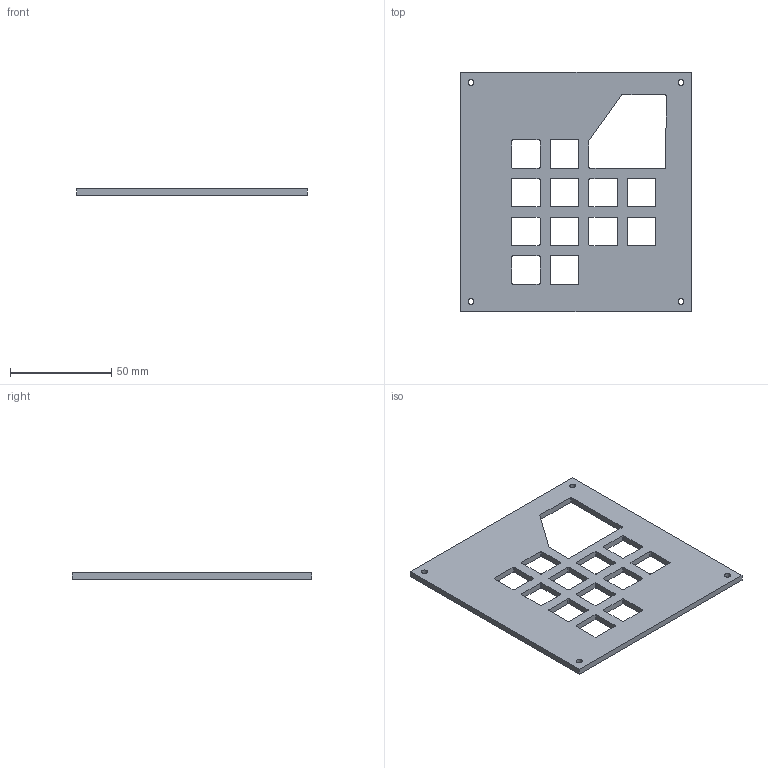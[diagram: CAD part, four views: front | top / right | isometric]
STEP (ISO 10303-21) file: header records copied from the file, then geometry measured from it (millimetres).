
FILE_DESCRIPTION(/* description */ (''),/* implementation_level */ '2;1');
FILE_NAME(/* name */ 'top.step',/* time_stamp */ '2024-11-24T15:48:04+01:00',/* author */ (''),/* organization */ (''),/* preprocessor_version */ 'ST-DEVELOPER v20',/* originating_system */ 'Autodesk Translation Framework v13.20.0.188',/* authorisation */ '');
FILE_SCHEMA (('AUTOMOTIVE_DESIGN { 1 0 10303 214 3 1 1 }'));
Length unit declared in the file: millimetre
Products named in the file (1): FusionComponent
Bounding box: 113.5 x 118 x 3 mm (x, y, z)
Volume: 29479.5 mm3; surface area: 23546.6 mm2
Topology: 1 solids, 1 shells, 114 faces, 336 edges, 224 vertices
Faces by surface type: plane 59, cylinder 55
Full cylindrical faces by diameter (mm): 2.9 x4
Entity records: 3931 total; most frequent: DIRECTION 676, CARTESIAN_POINT 675, ORIENTED_EDGE 672, EDGE_CURVE 336, LINE 226, VECTOR 226, AXIS2_PLACEMENT_3D 225, VERTEX_POINT 224
